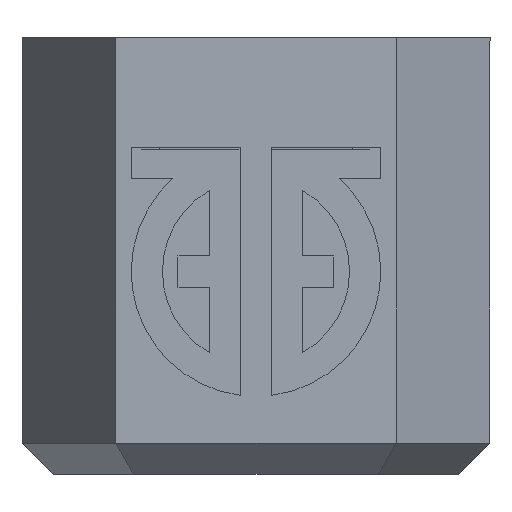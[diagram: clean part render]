
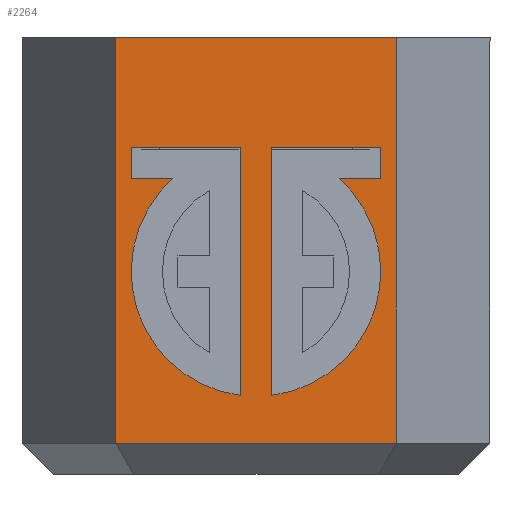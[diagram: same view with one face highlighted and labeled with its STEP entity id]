
A CAD part, front view. The second image highlights one B-rep face of the part: STEP entity #2264.
In plain terms, the highlighted planar face has unit normal (0, -1, 0).
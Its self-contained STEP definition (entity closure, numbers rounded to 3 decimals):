
#48=CIRCLE('',#3215,4.);
#49=CIRCLE('',#3216,4.);
#147=ORIENTED_EDGE('',*,*,#758,.F.);
#148=ORIENTED_EDGE('',*,*,#761,.F.);
#149=ORIENTED_EDGE('',*,*,#762,.T.);
#150=ORIENTED_EDGE('',*,*,#763,.T.);
#151=ORIENTED_EDGE('',*,*,#764,.T.);
#152=ORIENTED_EDGE('',*,*,#765,.T.);
#153=ORIENTED_EDGE('',*,*,#766,.T.);
#154=ORIENTED_EDGE('',*,*,#767,.T.);
#155=ORIENTED_EDGE('',*,*,#768,.T.);
#156=ORIENTED_EDGE('',*,*,#769,.F.);
#157=ORIENTED_EDGE('',*,*,#770,.F.);
#158=ORIENTED_EDGE('',*,*,#771,.F.);
#159=ORIENTED_EDGE('',*,*,#772,.F.);
#160=ORIENTED_EDGE('',*,*,#773,.F.);
#758=EDGE_CURVE('',#1070,#1071,#1288,.T.);
#761=EDGE_CURVE('',#1073,#1070,#1291,.T.);
#762=EDGE_CURVE('',#1073,#1074,#1292,.T.);
#763=EDGE_CURVE('',#1074,#1071,#1293,.F.);
#764=EDGE_CURVE('',#1075,#1076,#1294,.T.);
#765=EDGE_CURVE('',#1076,#1077,#1295,.T.);
#766=EDGE_CURVE('',#1077,#1078,#1296,.T.);
#767=EDGE_CURVE('',#1078,#1079,#48,.T.);
#768=EDGE_CURVE('',#1079,#1075,#1297,.T.);
#769=EDGE_CURVE('',#1080,#1081,#1298,.T.);
#770=EDGE_CURVE('',#1082,#1080,#1299,.T.);
#771=EDGE_CURVE('',#1083,#1082,#1300,.T.);
#772=EDGE_CURVE('',#1084,#1083,#49,.T.);
#773=EDGE_CURVE('',#1081,#1084,#1301,.T.);
#1070=VERTEX_POINT('',#4049);
#1071=VERTEX_POINT('',#4051);
#1073=VERTEX_POINT('',#4057);
#1074=VERTEX_POINT('',#4059);
#1075=VERTEX_POINT('',#4062);
#1076=VERTEX_POINT('',#4063);
#1077=VERTEX_POINT('',#4065);
#1078=VERTEX_POINT('',#4067);
#1079=VERTEX_POINT('',#4069);
#1080=VERTEX_POINT('',#4072);
#1081=VERTEX_POINT('',#4073);
#1082=VERTEX_POINT('',#4075);
#1083=VERTEX_POINT('',#4077);
#1084=VERTEX_POINT('',#4079);
#1288=LINE('',#4050,#1590);
#1291=LINE('',#4056,#1593);
#1292=LINE('',#4058,#1594);
#1293=LINE('',#4060,#1595);
#1294=LINE('',#4061,#1596);
#1295=LINE('',#4064,#1597);
#1296=LINE('',#4066,#1598);
#1297=LINE('',#4070,#1599);
#1298=LINE('',#4071,#1600);
#1299=LINE('',#4074,#1601);
#1300=LINE('',#4076,#1602);
#1301=LINE('',#4080,#1603);
#1590=VECTOR('',#3433,1000.);
#1593=VECTOR('',#3438,1000.);
#1594=VECTOR('',#3439,1000.);
#1595=VECTOR('',#3440,1000.);
#1596=VECTOR('',#3441,1000.);
#1597=VECTOR('',#3442,1000.);
#1598=VECTOR('',#3443,1000.);
#1599=VECTOR('',#3446,1000.);
#1600=VECTOR('',#3447,1000.);
#1601=VECTOR('',#3448,1000.);
#1602=VECTOR('',#3449,1000.);
#1603=VECTOR('',#3452,1000.);
#1870=EDGE_LOOP('',(#147,#148,#149,#150));
#1871=EDGE_LOOP('',(#151,#152,#153,#154,#155));
#1872=EDGE_LOOP('',(#156,#157,#158,#159,#160));
#2012=FACE_BOUND('',#1870,.T.);
#2013=FACE_BOUND('',#1871,.T.);
#2014=FACE_BOUND('',#1872,.T.);
#2146=PLANE('',#3214);
#2264=ADVANCED_FACE('',(#2012,#2013,#2014),#2146,.F.);
#3214=AXIS2_PLACEMENT_3D('',#4055,#3436,#3437);
#3215=AXIS2_PLACEMENT_3D('',#4068,#3444,#3445);
#3216=AXIS2_PLACEMENT_3D('',#4078,#3450,#3451);
#3433=DIRECTION('',(0.,0.,-1.));
#3436=DIRECTION('',(0.,1.,0.));
#3437=DIRECTION('',(1.,0.,0.));
#3438=DIRECTION('',(1.,0.,0.));
#3439=DIRECTION('',(0.,0.,-1.));
#3440=DIRECTION('',(-1.,0.,0.));
#3441=DIRECTION('',(1.,0.,0.));
#3442=DIRECTION('',(0.,0.,-1.));
#3443=DIRECTION('',(-1.,0.,0.));
#3444=DIRECTION('',(0.,1.,0.));
#3445=DIRECTION('',(1.,0.,0.));
#3446=DIRECTION('',(0.,0.,1.));
#3447=DIRECTION('',(0.,0.,-1.));
#3448=DIRECTION('',(-1.,0.,0.));
#3449=DIRECTION('',(0.,0.,1.));
#3450=DIRECTION('',(0.,-1.,0.));
#3451=DIRECTION('',(1.,0.,0.));
#3452=DIRECTION('',(1.,0.,0.));
#4049=CARTESIAN_POINT('',(15.487,-138.5,-2.6));
#4050=CARTESIAN_POINT('',(15.487,-138.5,-4.302));
#4051=CARTESIAN_POINT('',(15.487,-138.5,-15.6));
#4055=CARTESIAN_POINT('',(18.5,-138.5,-16.2));
#4056=CARTESIAN_POINT('',(7.91,-138.5,-2.6));
#4057=CARTESIAN_POINT('',(6.512,-138.5,-2.6));
#4058=CARTESIAN_POINT('',(6.512,-138.5,-16.2));
#4059=CARTESIAN_POINT('',(6.512,-138.5,-15.6));
#4060=CARTESIAN_POINT('',(18.5,-138.5,-15.6));
#4061=CARTESIAN_POINT('',(15.,-138.5,-6.113));
#4062=CARTESIAN_POINT('',(11.5,-138.5,-6.113));
#4063=CARTESIAN_POINT('',(15.,-138.5,-6.113));
#4064=CARTESIAN_POINT('',(15.,-138.5,-7.113));
#4065=CARTESIAN_POINT('',(15.,-138.5,-7.113));
#4066=CARTESIAN_POINT('',(13.661,-138.5,-7.113));
#4067=CARTESIAN_POINT('',(13.661,-138.5,-7.113));
#4068=CARTESIAN_POINT('',(11.,-138.5,-10.1));
#4069=CARTESIAN_POINT('',(11.5,-138.5,-14.069));
#4070=CARTESIAN_POINT('',(11.5,-138.5,-9.6));
#4071=CARTESIAN_POINT('',(7.,-138.5,-6.113));
#4072=CARTESIAN_POINT('',(7.,-138.5,-6.113));
#4073=CARTESIAN_POINT('',(7.,-138.5,-7.113));
#4074=CARTESIAN_POINT('',(9.5,-138.5,-6.113));
#4075=CARTESIAN_POINT('',(10.5,-138.5,-6.113));
#4076=CARTESIAN_POINT('',(10.5,-138.5,-6.113));
#4077=CARTESIAN_POINT('',(10.5,-138.5,-14.069));
#4078=CARTESIAN_POINT('',(11.,-138.5,-10.1));
#4079=CARTESIAN_POINT('',(8.339,-138.5,-7.113));
#4080=CARTESIAN_POINT('',(7.,-138.5,-7.113));
